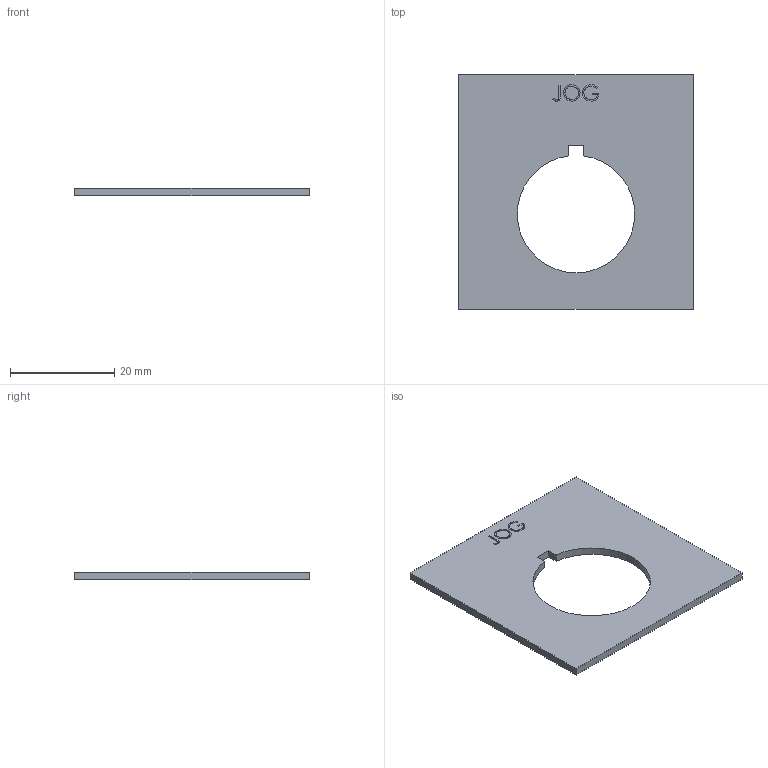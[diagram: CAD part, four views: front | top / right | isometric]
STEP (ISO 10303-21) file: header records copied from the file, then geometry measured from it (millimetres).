
FILE_DESCRIPTION (( 'STEP AP214' ), '1' );
FILE_NAME ('ECX1690-B05.step', '2018-10-10T17:11:45', ( '' ), ( '' ), 'SwSTEP 2.0', 'SolidWorks 2018', '' );
FILE_SCHEMA (( 'AUTOMOTIVE_DESIGN' ));
Length unit declared in the file: inch
Products named in the file (1): ECX1690-B05
Bounding box: 45 x 45 x 1.5 mm (x, y, z)
Volume: 2432.2 mm3; surface area: 3626.4 mm2
Topology: 1 solids, 1 shells, 46 faces, 120 edges, 80 vertices
Faces by surface type: bspline 22, plane 21, cylinder 3
Entity records: 3373 total; most frequent: CARTESIAN_POINT 1885, ORIENTED_EDGE 240, DIRECTION 132, EDGE_CURVE 120, VERTEX_POINT 80, VECTOR 70, LINE 70, EDGE_LOOP 52
